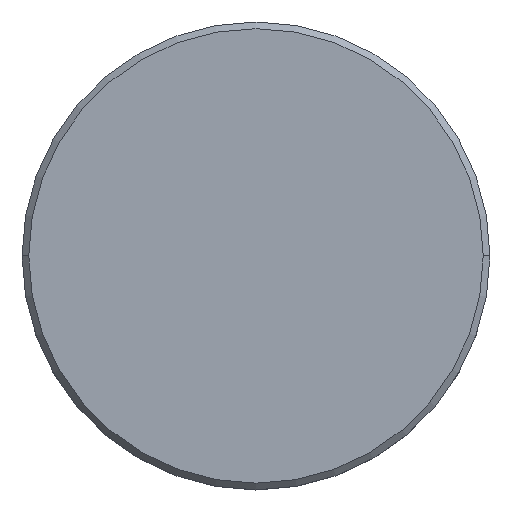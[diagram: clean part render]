
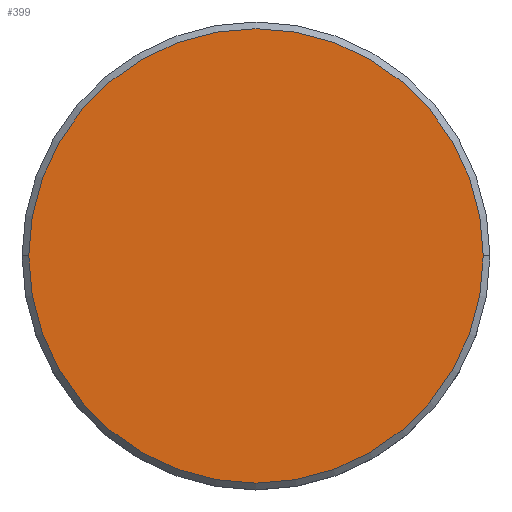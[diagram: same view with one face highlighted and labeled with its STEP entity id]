
A CAD part, top view. The second image highlights one B-rep face of the part: STEP entity #399.
In plain terms, the highlighted planar face has unit normal (0, 0, 1).
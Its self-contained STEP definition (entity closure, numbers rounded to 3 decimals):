
#34 = VERTEX_POINT ( 'NONE', #802 ) ;
#68 = EDGE_CURVE ( 'NONE', #34, #1071, #638, .T. ) ;
#83 = CARTESIAN_POINT ( 'NONE',  ( 0., 0., 0. ) ) ;
#252 = CARTESIAN_POINT ( 'NONE',  ( 0., 0., 0. ) ) ;
#258 = DIRECTION ( 'NONE',  ( 0., 0., 1. ) ) ;
#335 = AXIS2_PLACEMENT_3D ( 'NONE', #83, #972, #795 ) ;
#354 = ORIENTED_EDGE ( 'NONE', *, *, #68, .T. ) ;
#387 = CARTESIAN_POINT ( 'NONE',  ( 0., 0., 0. ) ) ;
#399 = ADVANCED_FACE ( 'NONE', ( #874 ), #1038, .T. ) ;
#448 = AXIS2_PLACEMENT_3D ( 'NONE', #252, #258, #1069 ) ;
#455 = EDGE_CURVE ( 'NONE', #1071, #34, #849, .T. ) ;
#522 = EDGE_LOOP ( 'NONE', ( #354, #859 ) ) ;
#577 = DIRECTION ( 'NONE',  ( 0., 0., 1. ) ) ;
#592 = CARTESIAN_POINT ( 'NONE',  ( 17., 0., 0. ) ) ;
#638 = CIRCLE ( 'NONE', #448, 17. ) ;
#795 = DIRECTION ( 'NONE',  ( 1., 0., 0. ) ) ;
#802 = CARTESIAN_POINT ( 'NONE',  ( -17., 0., 0. ) ) ;
#849 = CIRCLE ( 'NONE', #335, 17. ) ;
#859 = ORIENTED_EDGE ( 'NONE', *, *, #455, .T. ) ;
#874 = FACE_OUTER_BOUND ( 'NONE', #522, .T. ) ;
#889 = AXIS2_PLACEMENT_3D ( 'NONE', #387, #577, #1123 ) ;
#972 = DIRECTION ( 'NONE',  ( 0., 0., 1. ) ) ;
#1038 = PLANE ( 'NONE',  #889 ) ;
#1069 = DIRECTION ( 'NONE',  ( 1., 0., 0. ) ) ;
#1071 = VERTEX_POINT ( 'NONE', #592 ) ;
#1123 = DIRECTION ( 'NONE',  ( 1., 0., 0. ) ) ;
